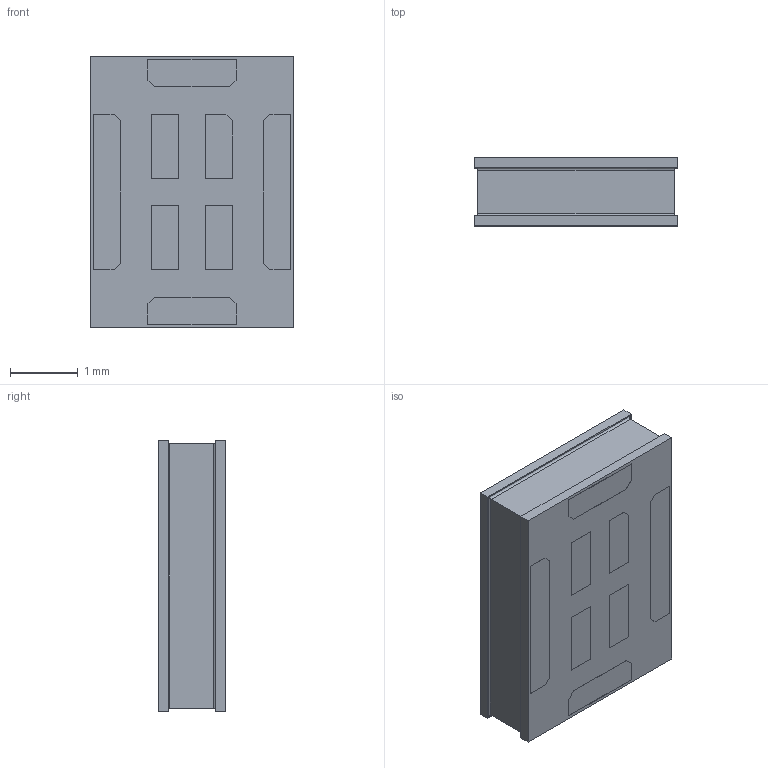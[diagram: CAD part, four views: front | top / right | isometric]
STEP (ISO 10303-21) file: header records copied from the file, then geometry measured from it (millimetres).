
FILE_DESCRIPTION (( 'STEP AP214' ), '1' );
FILE_NAME ('CUI_DEVICES_CMM-4030DT-26154-TR.step', '2020-08-18T07:43:33', ( '' ), ( '' ), 'SwSTEP 2.0', 'SolidWorks 2020', '' );
FILE_SCHEMA (( 'AUTOMOTIVE_DESIGN' ));
Length unit declared in the file: inch
Products named in the file (1): CUI_DEVICES_CMM-4030DT-26154-TR
Bounding box: 3 x 1 x 4 mm (x, y, z)
Volume: 11.5 mm3; surface area: 39.1 mm2
Topology: 1 solids, 1 shells, 76 faces, 183 edges, 120 vertices
Faces by surface type: plane 66, cylinder 10
Entity records: 2539 total; most frequent: CARTESIAN_POINT 444, ORIENTED_EDGE 366, DIRECTION 335, EDGE_CURVE 183, LINE 169, VECTOR 169, VERTEX_POINT 120, EDGE_LOOP 87
